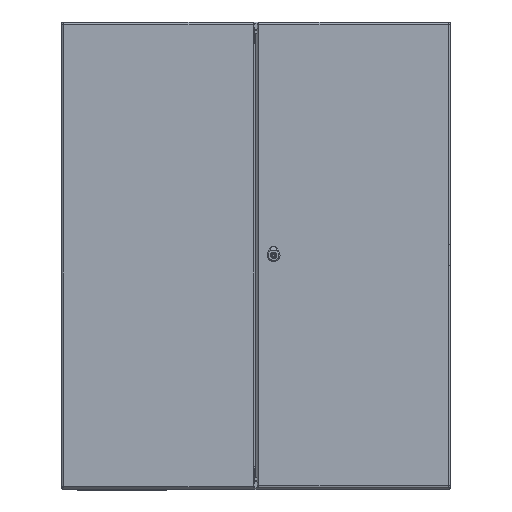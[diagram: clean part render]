
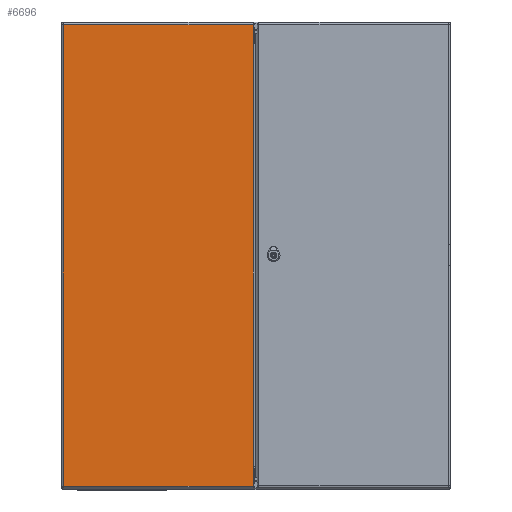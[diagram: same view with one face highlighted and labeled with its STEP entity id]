
A CAD part, top view. The second image highlights one B-rep face of the part: STEP entity #6696.
In plain terms, the highlighted face is planar.
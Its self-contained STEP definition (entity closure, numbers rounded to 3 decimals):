
#6696=ADVANCED_FACE('',(#8253),#7441,.F.);
#7441=PLANE('',#26512);
#8253=FACE_OUTER_BOUND('',#9747,.T.);
#9747=EDGE_LOOP('',(#14617,#14618,#14619,#14620));
#14617=ORIENTED_EDGE('',*,*,#20993,.T.);
#14618=ORIENTED_EDGE('',*,*,#20994,.T.);
#14619=ORIENTED_EDGE('',*,*,#20995,.T.);
#14620=ORIENTED_EDGE('',*,*,#20996,.T.);
#18210=VERTEX_POINT('',#43682);
#18211=VERTEX_POINT('',#43683);
#18212=VERTEX_POINT('',#43685);
#18213=VERTEX_POINT('',#43687);
#20993=EDGE_CURVE('',#18210,#18211,#22903,.T.);
#20994=EDGE_CURVE('',#18211,#18212,#22904,.T.);
#20995=EDGE_CURVE('',#18212,#18213,#22905,.T.);
#20996=EDGE_CURVE('',#18213,#18210,#22906,.T.);
#22903=LINE('',#43681,#24353);
#22904=LINE('',#43684,#24354);
#22905=LINE('',#43686,#24355);
#22906=LINE('',#43688,#24356);
#24353=VECTOR('',#31644,1.);
#24354=VECTOR('',#31645,1.);
#24355=VECTOR('',#31646,1.);
#24356=VECTOR('',#31647,1.);
#26512=AXIS2_PLACEMENT_3D('',#43689,#31648,#31649);
#31644=DIRECTION('',(-1.,0.,0.));
#31645=DIRECTION('',(0.,1.,0.));
#31646=DIRECTION('',(1.,0.,0.));
#31647=DIRECTION('',(0.,-1.,0.));
#31648=DIRECTION('',(0.,0.,1.));
#31649=DIRECTION('',(1.,0.,0.));
#43681=CARTESIAN_POINT('',(0.,-593.5,0.));
#43682=CARTESIAN_POINT('',(244.,-593.5,0.));
#43683=CARTESIAN_POINT('',(-244.,-593.5,0.));
#43684=CARTESIAN_POINT('',(-244.,0.,0.));
#43685=CARTESIAN_POINT('',(-244.,593.5,0.));
#43686=CARTESIAN_POINT('',(0.,593.5,0.));
#43687=CARTESIAN_POINT('',(244.,593.5,0.));
#43688=CARTESIAN_POINT('',(244.,0.,0.));
#43689=CARTESIAN_POINT('',(0.,0.,0.));
